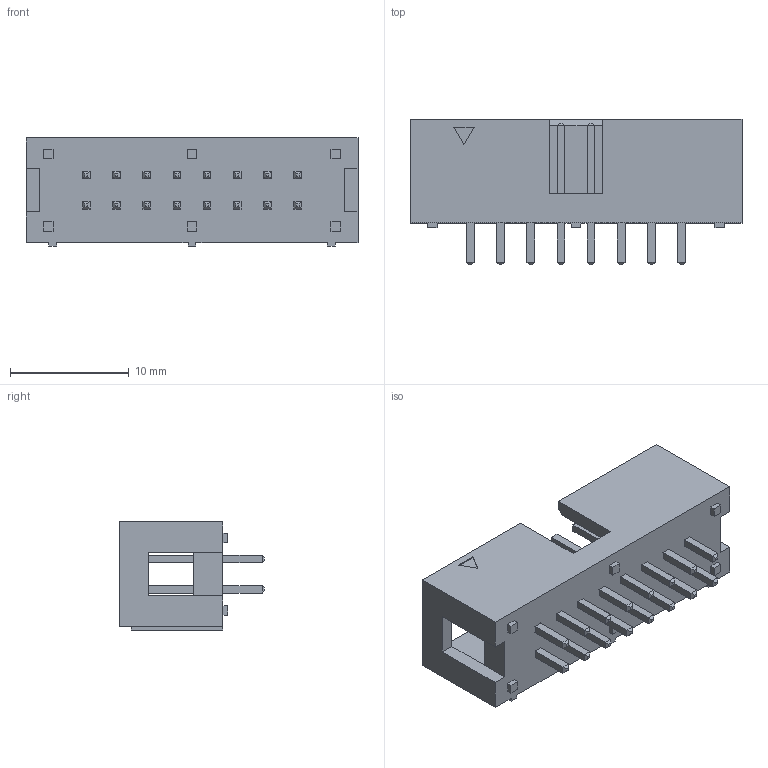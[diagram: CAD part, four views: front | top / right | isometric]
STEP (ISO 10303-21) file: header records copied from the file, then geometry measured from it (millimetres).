
FILE_DESCRIPTION (( 'STEP AP214' ), '1' );
FILE_NAME ('302-S161.STEP', '2018-05-10T09:14:05', ( '' ), ( '' ), 'SwSTEP 2.0', 'SolidWorks 2017', '' );
FILE_SCHEMA (( 'AUTOMOTIVE_DESIGN' ));
Length unit declared in the file: millimetre
Products named in the file (1): 302-S161
Bounding box: 27.94 x 12.2 x 9.1 mm (x, y, z)
Volume: 1085.9 mm3; surface area: 2045.1 mm2
Topology: 17 solids, 17 shells, 361 faces, 836 edges, 512 vertices
Faces by surface type: plane 361
Entity records: 10092 total; most frequent: CARTESIAN_POINT 1710, ORIENTED_EDGE 1672, DIRECTION 1560, VECTOR 836, EDGE_CURVE 836, LINE 836, VERTEX_POINT 512, EDGE_LOOP 400
